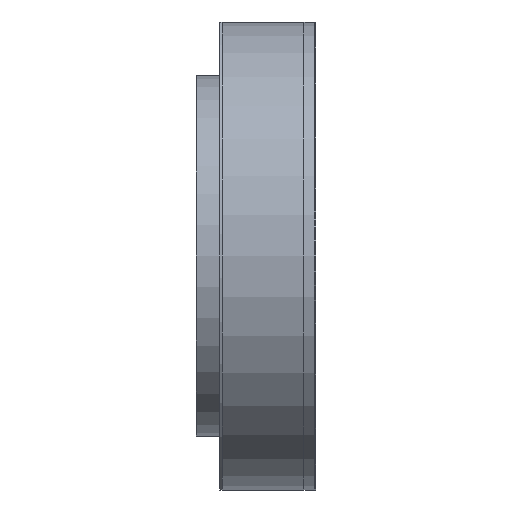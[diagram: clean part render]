
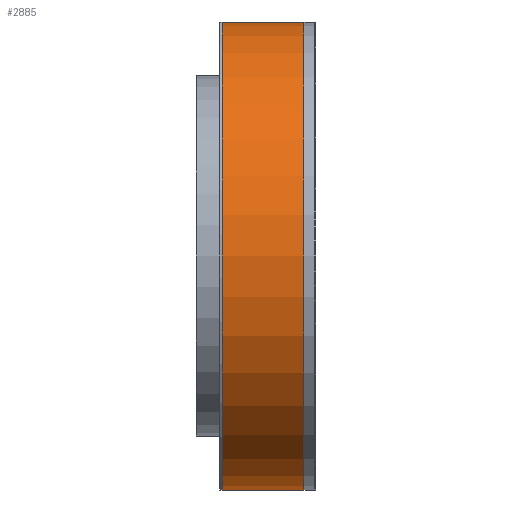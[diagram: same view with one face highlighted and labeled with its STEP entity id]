
A CAD part, left-side view. The second image highlights one B-rep face of the part: STEP entity #2885.
In plain terms, the highlighted cylindrical face has radius 10 mm (diameter 20 mm), a partial arc.
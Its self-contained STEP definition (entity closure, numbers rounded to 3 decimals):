
#43 = CARTESIAN_POINT ( 'NONE',  ( -5., -1.1, 260. ) ) ;
#54 = DIRECTION ( 'NONE',  ( 0., -1., 0. ) ) ;
#473 = AXIS2_PLACEMENT_3D ( 'NONE', #2128, #1447, #2138 ) ;
#575 = EDGE_CURVE ( 'NONE', #1983, #1196, #2455, .T. ) ;
#624 = EDGE_CURVE ( 'NONE', #1011, #796, #2801, .T. ) ;
#654 = EDGE_LOOP ( 'NONE', ( #1040, #1899, #2860, #1417 ) ) ;
#666 = EDGE_CURVE ( 'NONE', #1983, #1011, #791, .T. ) ;
#724 = CARTESIAN_POINT ( 'NONE',  ( -5., -4.6, 260. ) ) ;
#757 = CARTESIAN_POINT ( 'NONE',  ( -5., -1.1, 280. ) ) ;
#779 = AXIS2_PLACEMENT_3D ( 'NONE', #933, #54, #2305 ) ;
#790 = CARTESIAN_POINT ( 'NONE',  ( -5., -1.1, 260. ) ) ;
#791 = CIRCLE ( 'NONE', #473, 10. ) ;
#796 = VERTEX_POINT ( 'NONE', #1460 ) ;
#838 = CARTESIAN_POINT ( 'NONE',  ( -5., -1.1, 280. ) ) ;
#867 = FACE_OUTER_BOUND ( 'NONE', #654, .T. ) ;
#916 = DIRECTION ( 'NONE',  ( 0., -1., 0. ) ) ;
#933 = CARTESIAN_POINT ( 'NONE',  ( -5., -4.6, 270. ) ) ;
#1011 = VERTEX_POINT ( 'NONE', #838 ) ;
#1040 = ORIENTED_EDGE ( 'NONE', *, *, #575, .T. ) ;
#1077 = CIRCLE ( 'NONE', #779, 10. ) ;
#1113 = CYLINDRICAL_SURFACE ( 'NONE', #2675, 10. ) ;
#1196 = VERTEX_POINT ( 'NONE', #724 ) ;
#1211 = VECTOR ( 'NONE', #916, 1000. ) ;
#1417 = ORIENTED_EDGE ( 'NONE', *, *, #666, .F. ) ;
#1447 = DIRECTION ( 'NONE',  ( 0., 1., 0. ) ) ;
#1460 = CARTESIAN_POINT ( 'NONE',  ( -5., -4.6, 280. ) ) ;
#1731 = EDGE_CURVE ( 'NONE', #796, #1196, #1077, .T. ) ;
#1838 = CARTESIAN_POINT ( 'NONE',  ( -5., -1.1, 270. ) ) ;
#1899 = ORIENTED_EDGE ( 'NONE', *, *, #1731, .F. ) ;
#1983 = VERTEX_POINT ( 'NONE', #790 ) ;
#2128 = CARTESIAN_POINT ( 'NONE',  ( -5., -1.1, 270. ) ) ;
#2138 = DIRECTION ( 'NONE',  ( 1., 0., 0. ) ) ;
#2154 = VECTOR ( 'NONE', #2294, 1000. ) ;
#2294 = DIRECTION ( 'NONE',  ( 0., -1., 0. ) ) ;
#2305 = DIRECTION ( 'NONE',  ( 1., 0., 0. ) ) ;
#2455 = LINE ( 'NONE', #43, #1211 ) ;
#2675 = AXIS2_PLACEMENT_3D ( 'NONE', #1838, #2811, #2783 ) ;
#2783 = DIRECTION ( 'NONE',  ( 1., 0., 0. ) ) ;
#2801 = LINE ( 'NONE', #757, #2154 ) ;
#2811 = DIRECTION ( 'NONE',  ( 0., -1., 0. ) ) ;
#2860 = ORIENTED_EDGE ( 'NONE', *, *, #624, .F. ) ;
#2885 = ADVANCED_FACE ( 'NONE', ( #867 ), #1113, .T. ) ;
